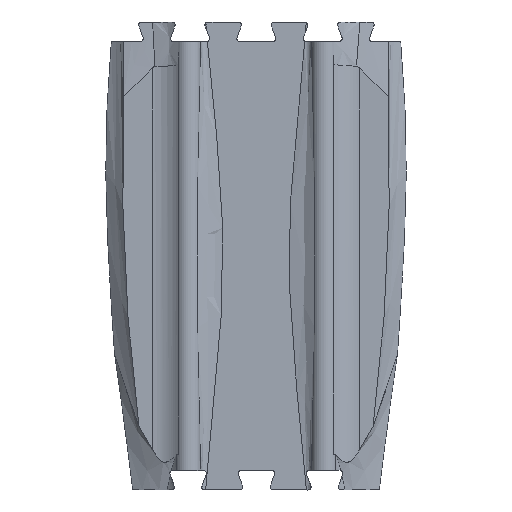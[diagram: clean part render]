
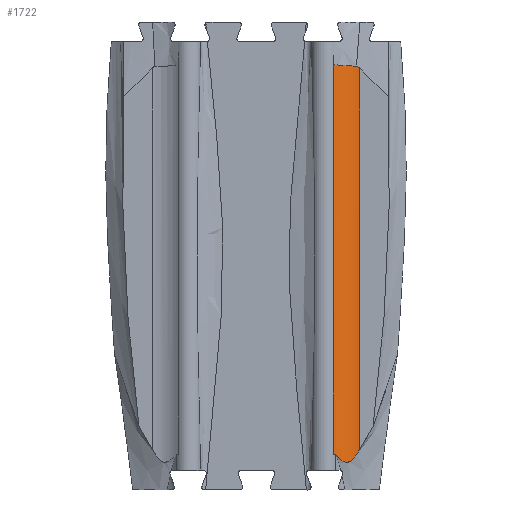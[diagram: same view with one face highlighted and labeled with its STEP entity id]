
A CAD part, front view. The second image highlights one B-rep face of the part: STEP entity #1722.
In plain terms, the highlighted cylindrical face has radius 20 mm (diameter 40 mm), a partial arc.
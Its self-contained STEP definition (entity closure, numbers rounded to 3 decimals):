
#130=CYLINDRICAL_SURFACE('',#1879,20.);
#214=FACE_OUTER_BOUND('',#308,.T.);
#308=EDGE_LOOP('',(#1542,#1543,#1544,#1545,#1546));
#425=LINE('',#3883,#545);
#432=LINE('',#4335,#552);
#545=VECTOR('',#2236,10.);
#552=VECTOR('',#2251,10.);
#622=B_SPLINE_CURVE_WITH_KNOTS('',3,(#3826,#3827,#3828,#3829,#3830,#3831,
#3832,#3833,#3834,#3835,#3836,#3837,#3838,#3839,#3840,#3841,#3842,#3843,
#3844,#3845,#3846,#3847,#3848,#3849,#3850,#3851,#3852,#3853,#3854,#3855,
#3856,#3857,#3858,#3859,#3860,#3861,#3862,#3863,#3864,#3865),
 .UNSPECIFIED.,.F.,.F.,(4,3,3,3,3,3,3,3,3,3,3,3,3,4),(-0.001,0.,
0.124,0.25,0.376,0.501,
0.562,0.656,0.781,0.906,
1.033,1.158,1.283,1.317),
 .UNSPECIFIED.);
#641=B_SPLINE_CURVE_WITH_KNOTS('',3,(#4313,#4314,#4315,#4316,#4317,#4318,
#4319,#4320,#4321,#4322,#4323,#4324,#4325,#4326,#4327,#4328,#4329,#4330,
#4331,#4332),.UNSPECIFIED.,.F.,.F.,(4,2,2,2,2,2,2,2,2,4),(-2.625,
-2.47,-2.292,-1.873,-1.504,
-1.287,-1.097,-0.854,-0.482,
0.),.UNSPECIFIED.);
#642=B_SPLINE_CURVE_WITH_KNOTS('',3,(#4336,#4337,#4338,#4339,#4340,#4341,
#4342,#4343,#4344,#4345,#4346,#4347,#4348,#4349,#4350,#4351),
 .UNSPECIFIED.,.F.,.F.,(4,3,3,3,3,4),(-1.093,-1.016,
-1.009,-0.942,-0.885,-0.811),
 .UNSPECIFIED.);
#800=VERTEX_POINT('',#3820);
#801=VERTEX_POINT('',#3825);
#803=VERTEX_POINT('',#3876);
#813=VERTEX_POINT('',#4311);
#814=VERTEX_POINT('',#4334);
#1040=EDGE_CURVE('',#800,#801,#622,.T.);
#1044=EDGE_CURVE('',#800,#803,#425,.T.);
#1066=EDGE_CURVE('',#803,#813,#641,.T.);
#1067=EDGE_CURVE('',#813,#814,#432,.T.);
#1068=EDGE_CURVE('',#814,#801,#642,.T.);
#1542=ORIENTED_EDGE('',*,*,#1044,.T.);
#1543=ORIENTED_EDGE('',*,*,#1066,.T.);
#1544=ORIENTED_EDGE('',*,*,#1067,.T.);
#1545=ORIENTED_EDGE('',*,*,#1068,.T.);
#1546=ORIENTED_EDGE('',*,*,#1040,.F.);
#1722=ADVANCED_FACE('',(#214),#130,.F.);
#1879=AXIS2_PLACEMENT_3D('',#4333,#2249,#2250);
#2236=DIRECTION('',(0.,0.,-1.));
#2249=DIRECTION('center_axis',(0.,0.,-1.));
#2250=DIRECTION('ref_axis',(-0.36,0.933,0.));
#2251=DIRECTION('',(0.,0.,1.));
#3820=CARTESIAN_POINT('',(39.311,-13.185,117.649));
#3825=CARTESIAN_POINT('',(51.141,-8.065,116.791));
#3826=CARTESIAN_POINT('Ctrl Pts',(39.311,-13.185,117.649));
#3827=CARTESIAN_POINT('Ctrl Pts',(39.315,-13.182,117.649));
#3828=CARTESIAN_POINT('Ctrl Pts',(39.318,-13.18,117.648));
#3829=CARTESIAN_POINT('Ctrl Pts',(39.321,-13.177,117.648));
#3830=CARTESIAN_POINT('Ctrl Pts',(39.627,-12.899,117.619));
#3831=CARTESIAN_POINT('Ctrl Pts',(39.942,-12.632,117.59));
#3832=CARTESIAN_POINT('Ctrl Pts',(40.264,-12.374,117.561));
#3833=CARTESIAN_POINT('Ctrl Pts',(40.59,-12.114,117.531));
#3834=CARTESIAN_POINT('Ctrl Pts',(40.924,-11.864,117.502));
#3835=CARTESIAN_POINT('Ctrl Pts',(41.265,-11.625,117.473));
#3836=CARTESIAN_POINT('Ctrl Pts',(41.606,-11.385,117.444));
#3837=CARTESIAN_POINT('Ctrl Pts',(41.955,-11.157,117.415));
#3838=CARTESIAN_POINT('Ctrl Pts',(42.311,-10.939,117.386));
#3839=CARTESIAN_POINT('Ctrl Pts',(42.665,-10.723,117.357));
#3840=CARTESIAN_POINT('Ctrl Pts',(43.025,-10.517,117.328));
#3841=CARTESIAN_POINT('Ctrl Pts',(43.392,-10.323,117.3));
#3842=CARTESIAN_POINT('Ctrl Pts',(43.571,-10.228,117.286));
#3843=CARTESIAN_POINT('Ctrl Pts',(43.751,-10.136,117.273));
#3844=CARTESIAN_POINT('Ctrl Pts',(43.933,-10.047,117.259));
#3845=CARTESIAN_POINT('Ctrl Pts',(44.213,-9.909,117.238));
#3846=CARTESIAN_POINT('Ctrl Pts',(44.497,-9.779,117.217));
#3847=CARTESIAN_POINT('Ctrl Pts',(44.784,-9.654,117.196));
#3848=CARTESIAN_POINT('Ctrl Pts',(45.164,-9.489,117.168));
#3849=CARTESIAN_POINT('Ctrl Pts',(45.55,-9.336,117.141));
#3850=CARTESIAN_POINT('Ctrl Pts',(45.939,-9.195,117.114));
#3851=CARTESIAN_POINT('Ctrl Pts',(46.332,-9.053,117.087));
#3852=CARTESIAN_POINT('Ctrl Pts',(46.729,-8.924,117.06));
#3853=CARTESIAN_POINT('Ctrl Pts',(47.129,-8.807,117.034));
#3854=CARTESIAN_POINT('Ctrl Pts',(47.53,-8.689,117.008));
#3855=CARTESIAN_POINT('Ctrl Pts',(47.935,-8.584,116.982));
#3856=CARTESIAN_POINT('Ctrl Pts',(48.343,-8.492,116.956));
#3857=CARTESIAN_POINT('Ctrl Pts',(48.749,-8.4,116.931));
#3858=CARTESIAN_POINT('Ctrl Pts',(49.158,-8.321,116.906));
#3859=CARTESIAN_POINT('Ctrl Pts',(49.57,-8.254,116.881));
#3860=CARTESIAN_POINT('Ctrl Pts',(49.978,-8.189,116.857));
#3861=CARTESIAN_POINT('Ctrl Pts',(50.387,-8.135,116.833));
#3862=CARTESIAN_POINT('Ctrl Pts',(50.799,-8.095,116.81));
#3863=CARTESIAN_POINT('Ctrl Pts',(50.913,-8.084,116.803));
#3864=CARTESIAN_POINT('Ctrl Pts',(51.027,-8.074,116.797));
#3865=CARTESIAN_POINT('Ctrl Pts',(51.141,-8.065,116.791));
#3876=CARTESIAN_POINT('',(39.311,-13.185,-82.096));
#3883=CARTESIAN_POINT('',(39.311,-13.185,220.));
#4311=CARTESIAN_POINT('',(52.747,-8.,-79.842));
#4313=CARTESIAN_POINT('Ctrl Pts',(39.311,-13.185,-82.096));
#4314=CARTESIAN_POINT('Ctrl Pts',(39.545,-12.973,-82.146));
#4315=CARTESIAN_POINT('Ctrl Pts',(39.778,-12.772,-82.245));
#4316=CARTESIAN_POINT('Ctrl Pts',(40.265,-12.37,-82.514));
#4317=CARTESIAN_POINT('Ctrl Pts',(40.524,-12.167,-82.697));
#4318=CARTESIAN_POINT('Ctrl Pts',(41.36,-11.542,-83.346));
#4319=CARTESIAN_POINT('Ctrl Pts',(41.976,-11.132,-83.931));
#4320=CARTESIAN_POINT('Ctrl Pts',(43.175,-10.428,-84.962));
#4321=CARTESIAN_POINT('Ctrl Pts',(43.806,-10.095,-85.465));
#4322=CARTESIAN_POINT('Ctrl Pts',(44.869,-9.612,-86.024));
#4323=CARTESIAN_POINT('Ctrl Pts',(45.29,-9.436,-86.186));
#4324=CARTESIAN_POINT('Ctrl Pts',(46.123,-9.124,-86.325));
#4325=CARTESIAN_POINT('Ctrl Pts',(46.512,-8.992,-86.319));
#4326=CARTESIAN_POINT('Ctrl Pts',(47.408,-8.719,-86.125));
#4327=CARTESIAN_POINT('Ctrl Pts',(47.876,-8.597,-85.896));
#4328=CARTESIAN_POINT('Ctrl Pts',(48.977,-8.347,-85.14));
#4329=CARTESIAN_POINT('Ctrl Pts',(49.629,-8.234,-84.473));
#4330=CARTESIAN_POINT('Ctrl Pts',(51.13,-8.047,-82.554));
#4331=CARTESIAN_POINT('Ctrl Pts',(51.944,-8.,-81.232));
#4332=CARTESIAN_POINT('Ctrl Pts',(52.747,-8.,-79.842));
#4333=CARTESIAN_POINT('Origin',(52.747,-28.,220.));
#4334=CARTESIAN_POINT('',(52.747,-8.,115.936));
#4335=CARTESIAN_POINT('',(52.747,-8.,220.));
#4336=CARTESIAN_POINT('Ctrl Pts',(52.747,-8.,115.936));
#4337=CARTESIAN_POINT('Ctrl Pts',(52.625,-8.,116.058));
#4338=CARTESIAN_POINT('Ctrl Pts',(52.498,-8.001,116.173));
#4339=CARTESIAN_POINT('Ctrl Pts',(52.365,-8.004,116.276));
#4340=CARTESIAN_POINT('Ctrl Pts',(52.352,-8.004,116.287));
#4341=CARTESIAN_POINT('Ctrl Pts',(52.339,-8.004,116.297));
#4342=CARTESIAN_POINT('Ctrl Pts',(52.326,-8.004,116.307));
#4343=CARTESIAN_POINT('Ctrl Pts',(52.208,-8.007,116.396));
#4344=CARTESIAN_POINT('Ctrl Pts',(52.084,-8.011,116.477));
#4345=CARTESIAN_POINT('Ctrl Pts',(51.955,-8.016,116.547));
#4346=CARTESIAN_POINT('Ctrl Pts',(51.844,-8.02,116.607));
#4347=CARTESIAN_POINT('Ctrl Pts',(51.728,-8.026,116.659));
#4348=CARTESIAN_POINT('Ctrl Pts',(51.608,-8.032,116.699));
#4349=CARTESIAN_POINT('Ctrl Pts',(51.455,-8.041,116.75));
#4350=CARTESIAN_POINT('Ctrl Pts',(51.299,-8.052,116.782));
#4351=CARTESIAN_POINT('Ctrl Pts',(51.141,-8.065,116.791));
